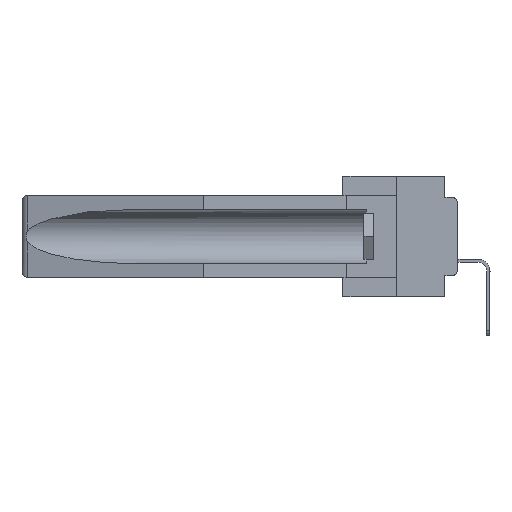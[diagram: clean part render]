
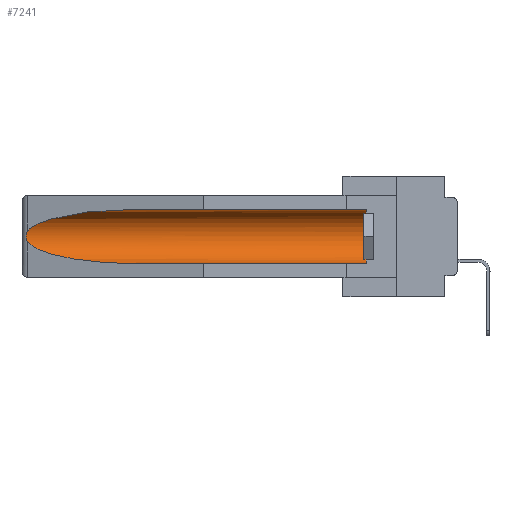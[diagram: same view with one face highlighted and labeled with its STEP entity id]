
A CAD part, left-side view. The second image highlights one B-rep face of the part: STEP entity #7241.
In plain terms, the highlighted cylindrical face has radius 2.857 mm (diameter 5.715 mm), a partial arc.
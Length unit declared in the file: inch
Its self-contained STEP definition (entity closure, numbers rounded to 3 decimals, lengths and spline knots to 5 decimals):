
#161 = EDGE_CURVE ( 'NONE', #25523, #3537, #14241, .T. ) ;
#698 = CARTESIAN_POINT ( 'NONE',  ( 0.26537, 1.52718, -0.19328 ) ) ;
#891 = CARTESIAN_POINT ( 'NONE',  ( 0.2675, 1.53308, -0.16763 ) ) ;
#1110 = VECTOR ( 'NONE', #16868, 39.37008 ) ;
#1398 = EDGE_CURVE ( 'NONE', #22368, #25523, #13792, .T. ) ;
#2368 = DIRECTION ( 'NONE',  ( 0., 1., 0. ) ) ;
#2391 = CARTESIAN_POINT ( 'NONE',  ( 0.155, -0.30754, -0.284 ) ) ;
#3205 = CARTESIAN_POINT ( 'NONE',  ( 0.2673, 1.5327, -0.16383 ) ) ;
#3537 = VERTEX_POINT ( 'NONE', #24533 ) ;
#3634 = EDGE_CURVE ( 'NONE', #16033, #11340, #22320, .T. ) ;
#3893 = EDGE_CURVE ( 'NONE', #24842, #22368, #24326, .T. ) ;
#4365 = DIRECTION ( 'NONE',  ( 0., 0., 1. ) ) ;
#4370 = EDGE_LOOP ( 'NONE', ( #21795, #15967, #27486, #13990, #13030, #25092 ) ) ;
#5112 = CARTESIAN_POINT ( 'NONE',  ( 0.26655, 1.53094, -0.18657 ) ) ;
#5396 = CARTESIAN_POINT ( 'NONE',  ( 0.26597, 1.5296, -0.19026 ) ) ;
#5889 = CARTESIAN_POINT ( 'NONE',  ( 0.155, 1.07973, -0.059 ) ) ;
#6108 = CARTESIAN_POINT ( 'NONE',  ( 0.155, 1.07973, -0.059 ) ) ;
#6838 = CARTESIAN_POINT ( 'NONE',  ( 0.155, 1.07973, -0.284 ) ) ;
#6975 = CARTESIAN_POINT ( 'NONE',  ( 0.26537, 1.52718, -0.19328 ) ) ;
#7075 = AXIS2_PLACEMENT_3D ( 'NONE', #12975, #2368, #4365 ) ;
#7241 = ADVANCED_FACE ( 'NONE', ( #13571 ), #23118, .F. ) ;
#9316 = CARTESIAN_POINT ( 'NONE',  ( 0.2675, 1.53308, -0.17534 ) ) ;
#9701 = CARTESIAN_POINT ( 'NONE',  ( 0.2673, 1.53269, -0.17917 ) ) ;
#10661 = CARTESIAN_POINT ( 'NONE',  ( 0.155, 0.126, -0.284 ) ) ;
#11081 = VECTOR ( 'NONE', #15760, 39.37008 ) ;
#11340 = VERTEX_POINT ( 'NONE', #6838 ) ;
#11375 = CARTESIAN_POINT ( 'NONE',  ( 0.155, 1.07973, -0.284 ) ) ;
#12975 = CARTESIAN_POINT ( 'NONE',  ( 0.155, -0.30754, -0.1715 ) ) ;
#13030 = ORIENTED_EDGE ( 'NONE', *, *, #3893, .T. ) ;
#13571 = FACE_OUTER_BOUND ( 'NONE', #4370, .T. ) ;
#13792 = LINE ( 'NONE', #27714, #1110 ) ;
#13990 = ORIENTED_EDGE ( 'NONE', *, *, #23386, .F. ) ;
#14241 =( BOUNDED_CURVE ( )  B_SPLINE_CURVE ( 3, ( #6108, #14976, #23672, #14782 ),
 .UNSPECIFIED., .F., .T. ) 
 B_SPLINE_CURVE_WITH_KNOTS ( ( 4, 4 ),
 ( 4.71239, 6.08839 ),
 .UNSPECIFIED. ) 
 CURVE ( )  GEOMETRIC_REPRESENTATION_ITEM ( )  RATIONAL_B_SPLINE_CURVE ( ( 1., 0.848, 0.848, 1. ) ) 
 REPRESENTATION_ITEM ( '' )  );
#14782 = CARTESIAN_POINT ( 'NONE',  ( 0.26537, 1.52718, -0.14972 ) ) ;
#14976 = CARTESIAN_POINT ( 'NONE',  ( 0.21114, 1.30732, -0.059 ) ) ;
#15760 = DIRECTION ( 'NONE',  ( 0., 1., 0. ) ) ;
#15967 = ORIENTED_EDGE ( 'NONE', *, *, #23977, .T. ) ;
#16033 = VERTEX_POINT ( 'NONE', #6975 ) ;
#16868 = DIRECTION ( 'NONE',  ( 0., 1., 0. ) ) ;
#17141 = DIRECTION ( 'NONE',  ( 0., 0., 1. ) ) ;
#18206 = CARTESIAN_POINT ( 'NONE',  ( 0.26597, 1.52961, -0.15275 ) ) ;
#18393 = CARTESIAN_POINT ( 'NONE',  ( 0.26654, 1.53092, -0.15636 ) ) ;
#19244 = DIRECTION ( 'NONE',  ( 0., -1., 0. ) ) ;
#20662 = CARTESIAN_POINT ( 'NONE',  ( 0.26537, 1.52718, -0.14972 ) ) ;
#21795 = ORIENTED_EDGE ( 'NONE', *, *, #161, .T. ) ;
#22268 = CARTESIAN_POINT ( 'NONE',  ( 0.26537, 1.52718, -0.19328 ) ) ;
#22320 =( BOUNDED_CURVE ( )  B_SPLINE_CURVE ( 3, ( #22268, #24811, #26993, #11375 ),
 .UNSPECIFIED., .F., .T. ) 
 B_SPLINE_CURVE_WITH_KNOTS ( ( 4, 4 ),
 ( 0.1948, 1.5708 ),
 .UNSPECIFIED. ) 
 CURVE ( )  GEOMETRIC_REPRESENTATION_ITEM ( )  RATIONAL_B_SPLINE_CURVE ( ( 1., 0.848, 0.848, 1. ) ) 
 REPRESENTATION_ITEM ( '' )  );
#22368 = VERTEX_POINT ( 'NONE', #27317 ) ;
#22712 = LINE ( 'NONE', #2391, #11081 ) ;
#22918 = AXIS2_PLACEMENT_3D ( 'NONE', #27895, #19244, #17141 ) ;
#23118 = CYLINDRICAL_SURFACE ( 'NONE', #7075, 0.1125 ) ;
#23386 = EDGE_CURVE ( 'NONE', #24842, #11340, #22712, .T. ) ;
#23672 = CARTESIAN_POINT ( 'NONE',  ( 0.25451, 1.48313, -0.09465 ) ) ;
#23977 = EDGE_CURVE ( 'NONE', #3537, #16033, #24748, .T. ) ;
#24326 = CIRCLE ( 'NONE', #22918, 0.1125 ) ;
#24533 = CARTESIAN_POINT ( 'NONE',  ( 0.26537, 1.52718, -0.14972 ) ) ;
#24748 = B_SPLINE_CURVE_WITH_KNOTS ( 'NONE', 3,
 ( #20662, #18206, #18393, #3205, #891, #9316, #9701, #5112, #5396, #698 ),
 .UNSPECIFIED., .F., .F.,
 ( 4, 2, 2, 2, 4 ),
 ( 0., 0.00029, 0.00058, 0.00087, 0.00117 ),
 .UNSPECIFIED. ) ;
#24811 = CARTESIAN_POINT ( 'NONE',  ( 0.25451, 1.48313, -0.24835 ) ) ;
#24842 = VERTEX_POINT ( 'NONE', #10661 ) ;
#25092 = ORIENTED_EDGE ( 'NONE', *, *, #1398, .T. ) ;
#25523 = VERTEX_POINT ( 'NONE', #5889 ) ;
#26993 = CARTESIAN_POINT ( 'NONE',  ( 0.21114, 1.30732, -0.284 ) ) ;
#27317 = CARTESIAN_POINT ( 'NONE',  ( 0.155, 0.126, -0.059 ) ) ;
#27486 = ORIENTED_EDGE ( 'NONE', *, *, #3634, .T. ) ;
#27714 = CARTESIAN_POINT ( 'NONE',  ( 0.155, -0.30754, -0.059 ) ) ;
#27895 = CARTESIAN_POINT ( 'NONE',  ( 0.155, 0.126, -0.1715 ) ) ;
